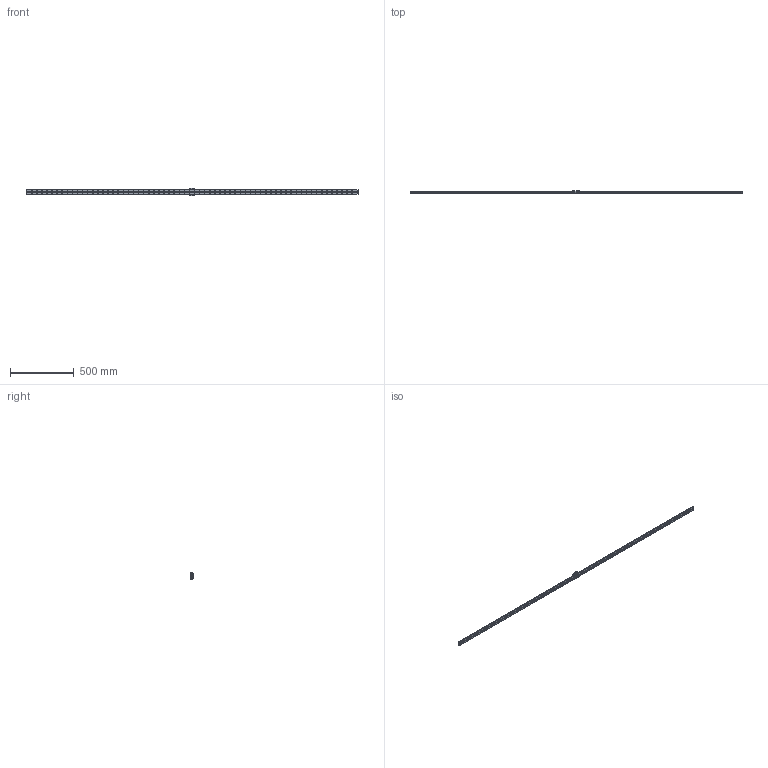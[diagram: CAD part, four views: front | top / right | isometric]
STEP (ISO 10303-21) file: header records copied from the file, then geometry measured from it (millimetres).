
FILE_DESCRIPTION (( 'STEP AP214' ), '1' );
FILE_NAME ('HRW17CA1UU-2610LT_G5_0_PB107_1279-6_0_0_0_1.STEP', '2021-07-01T12:24:36', ( '' ), ( '' ), 'SwSTEP 2.0', 'SolidWorks 2021', '' );
FILE_SCHEMA (( 'AUTOMOTIVE_DESIGN' ));
Length unit declared in the file: millimetre
Products named in the file (4): _HRW17CAUUPB1071 Slide17-60; _HRW17CA26105 Track; HRW17CA1UU-2610LT_G5_0_PB107_1279-6_0_0_0_1; _HRW-PB107_grease_nipple_joint
Assembly tree (3 placements, depth 2):
  HRW17CA1UU-2610LT_G5_0_PB107_1279-6_0_0_0_1
    _HRW17CA26105 Track
    _HRW17CAUUPB1071 Slide17-60
    _HRW-PB107_grease_nipple_joint
Bounding box: 2610 x 17 x 60 mm (x, y, z)
Volume: 701172.7 mm3; surface area: 255850.8 mm2
Topology: 2 solids, 3 shells, 1012 faces, 2520 edges, 1670 vertices
Faces by surface type: cylinder 594, plane 370, cone 40, bspline 8
Entity records: 31533 total; most frequent: DIRECTION 5768, CARTESIAN_POINT 5491, ORIENTED_EDGE 5038, EDGE_CURVE 2520, AXIS2_PLACEMENT_3D 2267, VERTEX_POINT 1670, EDGE_LOOP 1445, CIRCLE 1256
